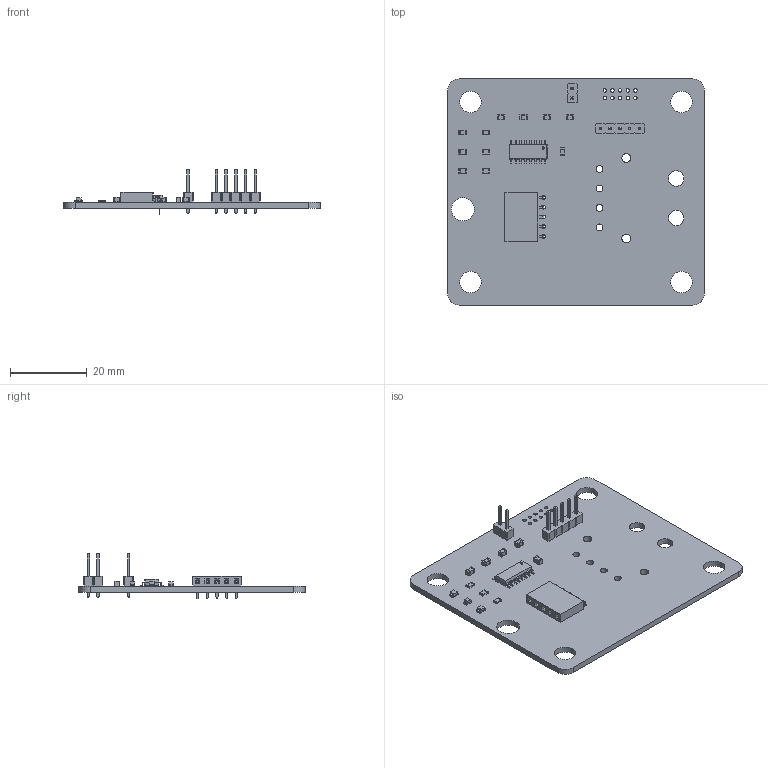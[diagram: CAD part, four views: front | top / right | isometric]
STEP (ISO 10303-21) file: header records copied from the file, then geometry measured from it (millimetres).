
FILE_DESCRIPTION(/* description */ (''),/* implementation_level */ '2;1');
FILE_NAME(/* name */ 'PCB.step',/* time_stamp */ '2022-10-15T10:20:17-07:00',/* author */ (''),/* organization */ (''),/* preprocessor_version */ 'ST-DEVELOPER v19',/* originating_system */ 'Autodesk Translation Framework v11.7.0.108',/* authorisation */ '');
FILE_SCHEMA (('AUTOMOTIVE_DESIGN { 1 0 10303 214 3 1 1 }'));
Length unit declared in the file: millimetre
Products named in the file (16): opnsense-gps-pps; SOIC-16_3.9x9.9mm_P1.27mm; SOLID (1); PinHeader_1x02_P2.54mm_Vertical; SOLID (3); LED_0805_2012Metric; SOLID (4); PinHeader_1x05_P2.54mm_Vertical; SOLID (5); PinSocket_1x05_P2.54mm_Horizontal; SOLID (6); R_0805_2012Metric; SOLID; C_0805_2012Metric; SOLID (2); opnsense-gps-pps PCB
Assembly tree (23 placements, depth 3):
  opnsense-gps-pps
    R_0805_2012Metric  x3
      SOLID
    SOIC-16_3.9x9.9mm_P1.27mm
      SOLID (1)
    C_0805_2012Metric  x5
      SOLID (2)
    PinHeader_1x02_P2.54mm_Vertical
      SOLID (3)
    LED_0805_2012Metric  x3
      SOLID (4)
    PinHeader_1x05_P2.54mm_Vertical
      SOLID (5)
    PinSocket_1x05_P2.54mm_Horizontal
      SOLID (6)
    opnsense-gps-pps PCB
Bounding box: 67 x 59 x 11.84 mm (x, y, z)
Volume: 6498.2 mm3; surface area: 9370.1 mm2
Topology: 16 solids, 16 shells, 1050 faces, 2725 edges, 1750 vertices
Faces by surface type: plane 828, cylinder 222
Full cylindrical faces by diameter (mm): 0.6 x1, 0.914 x10, 1 x12, 1.8 x4, 2.3 x2, 4 x2, 5.6 x4, 6 x1
Entity records: 24947 total; most frequent: CARTESIAN_POINT 4158, ORIENTED_EDGE 4070, DIRECTION 3969, EDGE_CURVE 2035, LINE 1751, VECTOR 1751, VERTEX_POINT 1298, AXIS2_PLACEMENT_3D 1109
